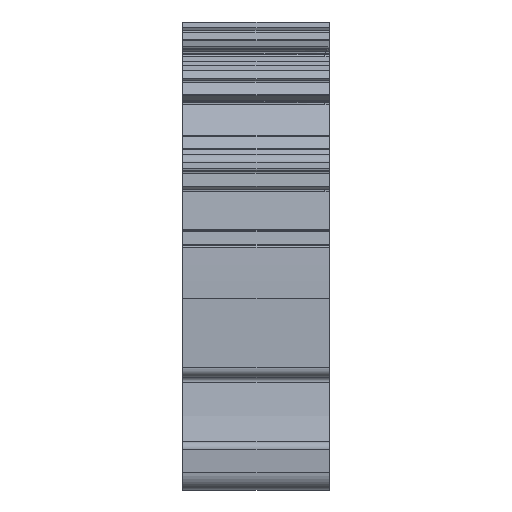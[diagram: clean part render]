
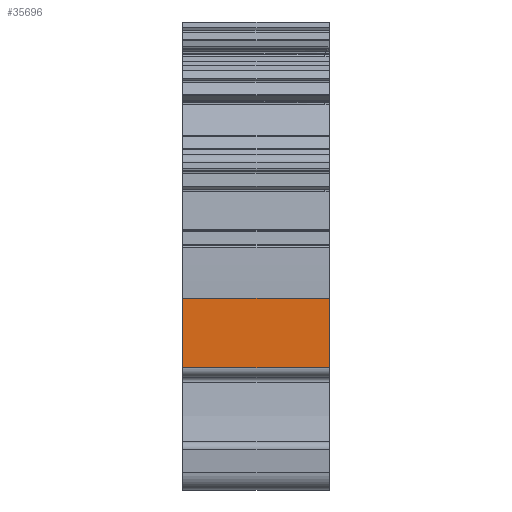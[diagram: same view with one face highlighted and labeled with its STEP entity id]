
A CAD part, front view. The second image highlights one B-rep face of the part: STEP entity #35696.
In plain terms, the highlighted planar face has unit normal (0, -1, 0).
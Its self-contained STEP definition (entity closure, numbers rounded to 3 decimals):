
#35683=AXIS2_PLACEMENT_3D('Plane Axis2P3D',#35680,#35681,#35682) ;
#1056=CARTESIAN_POINT('Vertex',(16.2,1.533,21.126)) ;
#1059=CARTESIAN_POINT('Line Origine',(16.2,1.533,17.295)) ;
#1063=CARTESIAN_POINT('Vertex',(16.2,1.533,13.464)) ;
#5836=CARTESIAN_POINT('Vertex',(0.,1.533,13.464)) ;
#5839=CARTESIAN_POINT('Line Origine',(0.,1.533,17.295)) ;
#5843=CARTESIAN_POINT('Vertex',(0.,1.533,21.126)) ;
#35668=CARTESIAN_POINT('Line Origine',(0.,1.533,21.126)) ;
#35680=CARTESIAN_POINT('Axis2P3D Location',(0.,1.533,13.464)) ;
#35685=CARTESIAN_POINT('Line Origine',(8.1,1.533,13.464)) ;
#1060=DIRECTION('Vector Direction',(0.,0.,1.)) ;
#5840=DIRECTION('Vector Direction',(0.,0.,1.)) ;
#35669=DIRECTION('Vector Direction',(1.,0.,0.)) ;
#35681=DIRECTION('Axis2P3D Direction',(0.,1.,0.)) ;
#35682=DIRECTION('Axis2P3D XDirection',(0.,0.,-1.)) ;
#35686=DIRECTION('Vector Direction',(1.,0.,0.)) ;
#1061=VECTOR('Line Direction',#1060,1.) ;
#5841=VECTOR('Line Direction',#5840,1.) ;
#35670=VECTOR('Line Direction',#35669,1.) ;
#35687=VECTOR('Line Direction',#35686,1.) ;
#35691=ORIENTED_EDGE('',*,*,#1065,.T.) ;
#35692=ORIENTED_EDGE('',*,*,#35672,.F.) ;
#35693=ORIENTED_EDGE('',*,*,#5845,.F.) ;
#35694=ORIENTED_EDGE('',*,*,#35689,.T.) ;
#35696=ADVANCED_FACE('AWPD_35_4X10_6X2.5_Housing_Concept New\\MANIFOLD_SOLID_BREP #119274',(#35695),#35684,.F.) ;
#1065=EDGE_CURVE('',#1064,#1057,#1062,.T.) ;
#5845=EDGE_CURVE('',#5837,#5844,#5842,.T.) ;
#35672=EDGE_CURVE('',#5844,#1057,#35671,.T.) ;
#35689=EDGE_CURVE('',#5837,#1064,#35688,.T.) ;
#35690=EDGE_LOOP('',(#35691,#35692,#35693,#35694)) ;
#35695=FACE_OUTER_BOUND('',#35690,.T.) ;
#1062=LINE('Line',#1059,#1061) ;
#5842=LINE('Line',#5839,#5841) ;
#35671=LINE('Line',#35668,#35670) ;
#35688=LINE('Line',#35685,#35687) ;
#35684=PLANE('',#35683) ;
#1057=VERTEX_POINT('',#1056) ;
#1064=VERTEX_POINT('',#1063) ;
#5837=VERTEX_POINT('',#5836) ;
#5844=VERTEX_POINT('',#5843) ;
